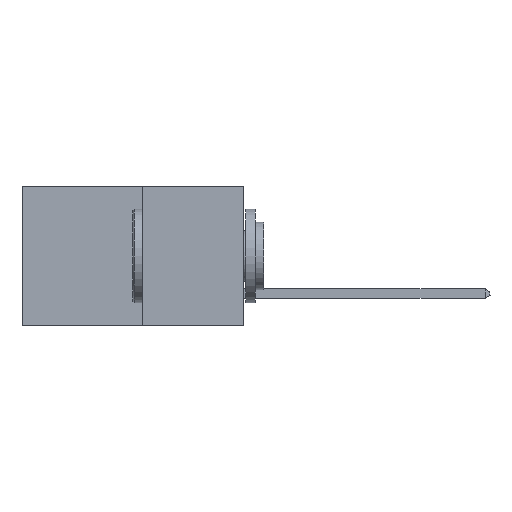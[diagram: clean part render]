
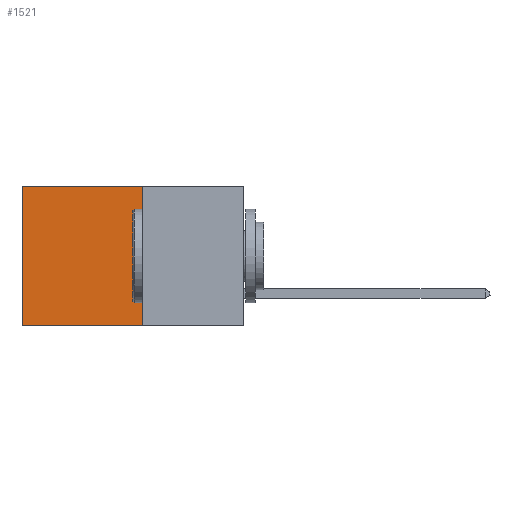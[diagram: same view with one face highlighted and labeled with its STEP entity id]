
A CAD part, left-side view. The second image highlights one B-rep face of the part: STEP entity #1521.
In plain terms, the highlighted planar face has unit normal (-1, 0, 0).
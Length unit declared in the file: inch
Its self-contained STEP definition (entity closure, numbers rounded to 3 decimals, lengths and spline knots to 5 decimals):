
#167 = CARTESIAN_POINT ( 'NONE',  ( 0.277, 0.27, 0. ) ) ;
#768 = CARTESIAN_POINT ( 'NONE',  ( 0.277, 0.27, 0. ) ) ;
#846 = CARTESIAN_POINT ( 'NONE',  ( 0.277, 0.27, -0.37 ) ) ;
#1017 = ORIENTED_EDGE ( 'NONE', *, *, #3712, .T. ) ;
#1044 = AXIS2_PLACEMENT_3D ( 'NONE', #6828, #1878, #3537 ) ;
#1090 = LINE ( 'NONE', #8249, #4648 ) ;
#1163 = EDGE_CURVE ( 'NONE', #4490, #3445, #1633, .T. ) ;
#1521 = ADVANCED_FACE ( 'NONE', ( #2586 ), #6842, .F. ) ;
#1633 = LINE ( 'NONE', #7130, #9284 ) ;
#1878 = DIRECTION ( 'NONE',  ( 1., 0., 0. ) ) ;
#2507 = VECTOR ( 'NONE', #4539, 39.37008 ) ;
#2586 = FACE_OUTER_BOUND ( 'NONE', #6080, .T. ) ;
#2771 = ORIENTED_EDGE ( 'NONE', *, *, #3900, .F. ) ;
#3264 = VERTEX_POINT ( 'NONE', #4322 ) ;
#3445 = VERTEX_POINT ( 'NONE', #9132 ) ;
#3537 = DIRECTION ( 'NONE',  ( 0., 0., -1. ) ) ;
#3712 = EDGE_CURVE ( 'NONE', #3264, #3445, #6528, .T. ) ;
#3900 = EDGE_CURVE ( 'NONE', #6838, #4490, #1090, .T. ) ;
#4322 = CARTESIAN_POINT ( 'NONE',  ( 0.277, 0.59, 0. ) ) ;
#4490 = VERTEX_POINT ( 'NONE', #846 ) ;
#4535 = VECTOR ( 'NONE', #5810, 39.37008 ) ;
#4539 = DIRECTION ( 'NONE',  ( 0., 1., 0. ) ) ;
#4648 = VECTOR ( 'NONE', #6799, 39.37008 ) ;
#5091 = EDGE_CURVE ( 'NONE', #6838, #3264, #8028, .T. ) ;
#5810 = DIRECTION ( 'NONE',  ( 0., 0., -1. ) ) ;
#6080 = EDGE_LOOP ( 'NONE', ( #1017, #8367, #2771, #9626 ) ) ;
#6528 = LINE ( 'NONE', #9415, #4535 ) ;
#6799 = DIRECTION ( 'NONE',  ( 0., 0., -1. ) ) ;
#6828 = CARTESIAN_POINT ( 'NONE',  ( 0.277, 0.27, -0.37 ) ) ;
#6838 = VERTEX_POINT ( 'NONE', #167 ) ;
#6842 = PLANE ( 'NONE',  #1044 ) ;
#7130 = CARTESIAN_POINT ( 'NONE',  ( 0.277, 0.27, -0.37 ) ) ;
#8028 = LINE ( 'NONE', #768, #2507 ) ;
#8249 = CARTESIAN_POINT ( 'NONE',  ( 0.277, 0.27, -0.37 ) ) ;
#8367 = ORIENTED_EDGE ( 'NONE', *, *, #1163, .F. ) ;
#9132 = CARTESIAN_POINT ( 'NONE',  ( 0.277, 0.59, -0.37 ) ) ;
#9183 = DIRECTION ( 'NONE',  ( 0., 1., 0. ) ) ;
#9284 = VECTOR ( 'NONE', #9183, 39.37008 ) ;
#9415 = CARTESIAN_POINT ( 'NONE',  ( 0.277, 0.59, -0.37 ) ) ;
#9626 = ORIENTED_EDGE ( 'NONE', *, *, #5091, .T. ) ;
